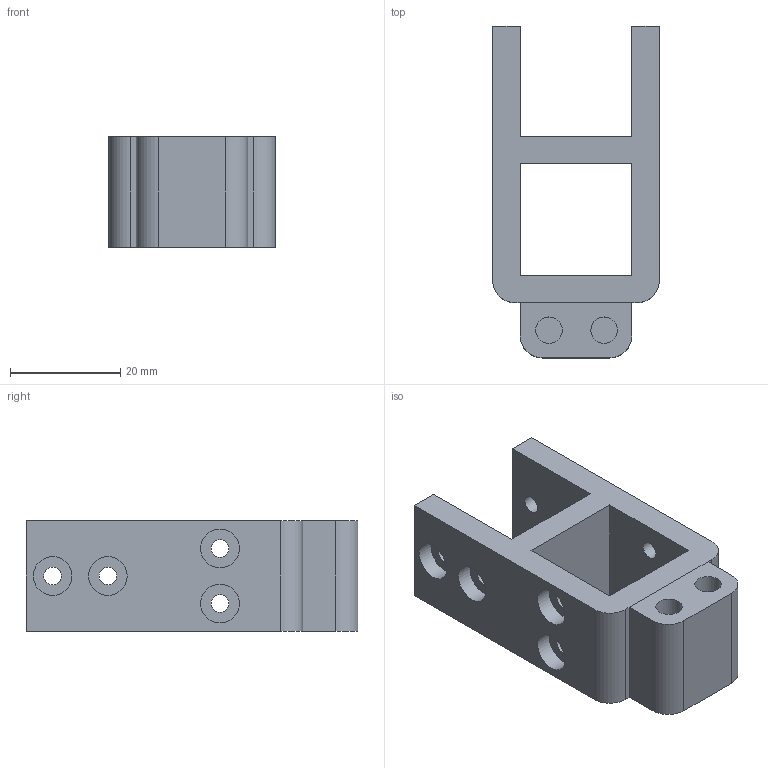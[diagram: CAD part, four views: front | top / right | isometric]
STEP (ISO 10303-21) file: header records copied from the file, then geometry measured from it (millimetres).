
FILE_DESCRIPTION(('FreeCAD Model'),'2;1');
FILE_NAME('Open CASCADE Shape Model','2023-07-05T02:21:42',('Author'),( ''),'Open CASCADE STEP processor 7.6','FreeCAD','Unknown');
FILE_SCHEMA(('AUTOMOTIVE_DESIGN { 1 0 10303 214 1 1 1 1 }'));
Length unit declared in the file: millimetre
Products named in the file (1): top_corner
Bounding box: 30.2 x 60.16 x 20 mm (x, y, z)
Volume: 16247.4 mm3; surface area: 8677.5 mm2
Topology: 1 solids, 1 shells, 52 faces, 116 edges, 76 vertices
Faces by surface type: plane 30, cylinder 22
Full cylindrical faces by diameter (mm): 3.2 x8, 4.8 x2, 7 x8
Entity records: 3072 total; most frequent: CARTESIAN_POINT 585, DIRECTION 480, LINE 260, VECTOR 260, ORIENTED_EDGE 232, PCURVE 232, DEFINITIONAL_REPRESENTATION 232, EDGE_CURVE 116
